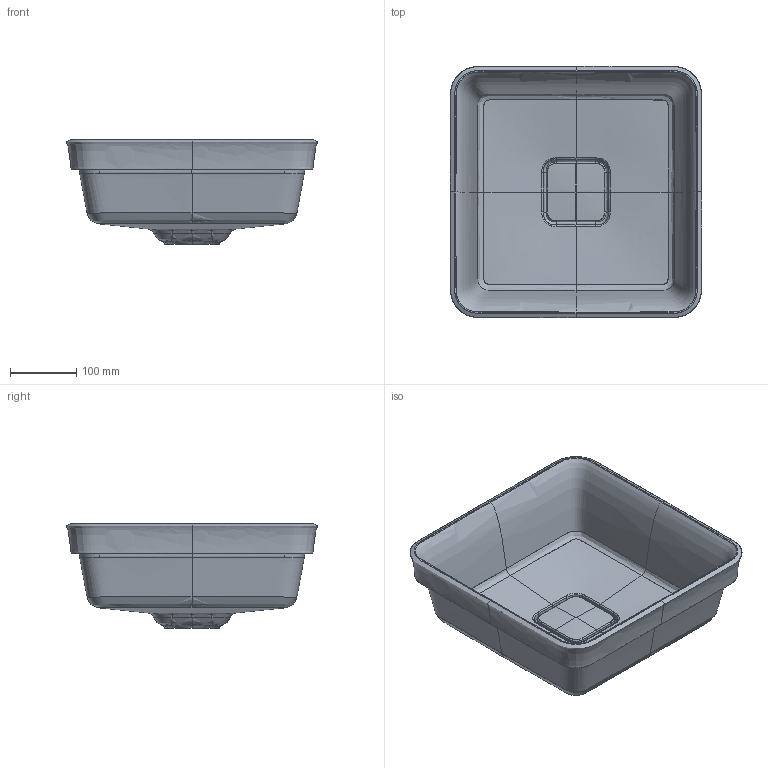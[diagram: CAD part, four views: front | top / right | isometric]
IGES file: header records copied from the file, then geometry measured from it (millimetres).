
Global section: file name: 80_7344_04_10_10_STAR IN 38x38.igs; native system: NX V8.5; preprocessor: SIEMENS PLM Software NX 8.5; date: 20201228.163517; units: millimetre
Bounding box: 379.49 x 379.49 x 157.72 mm (x, y, z)
Surface area: 545937.3 mm2 (no closed solid volume)
Topology: 0 solids, 0 shells, 264 faces, 1942 edges, 1912 vertices
Faces by surface type: bspline 252, offset 12
